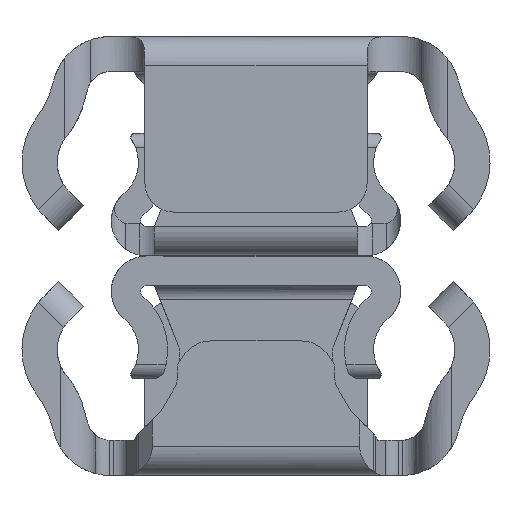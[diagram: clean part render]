
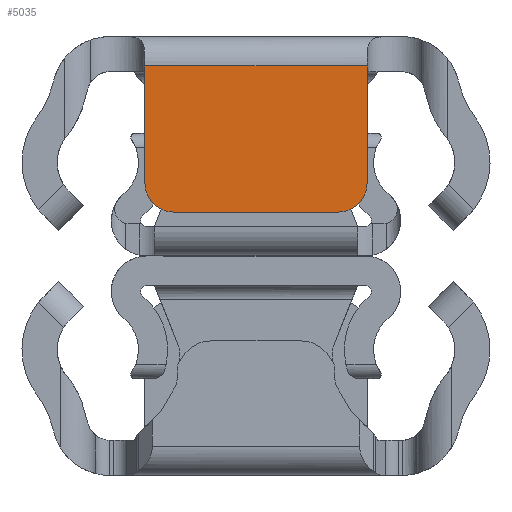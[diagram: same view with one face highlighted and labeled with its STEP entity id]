
A CAD part, left-side view. The second image highlights one B-rep face of the part: STEP entity #5035.
In plain terms, the highlighted face is planar.
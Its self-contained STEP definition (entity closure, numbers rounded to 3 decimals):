
#103 = LINE ( 'NONE', #4393, #5004 ) ;
#108 = LINE ( 'NONE', #5302, #1796 ) ;
#116 = ORIENTED_EDGE ( 'NONE', *, *, #3505, .T. ) ;
#188 = DIRECTION ( 'NONE',  ( 0., 0., 1. ) ) ;
#226 = CARTESIAN_POINT ( 'NONE',  ( 70., -3.8, 5. ) ) ;
#228 = VERTEX_POINT ( 'NONE', #798 ) ;
#256 = EDGE_CURVE ( 'NONE', #4822, #1245, #3967, .T. ) ;
#393 = EDGE_CURVE ( 'NONE', #1587, #1245, #1123, .T. ) ;
#399 = AXIS2_PLACEMENT_3D ( 'NONE', #634, #2879, #1107 ) ;
#439 = ORIENTED_EDGE ( 'NONE', *, *, #2142, .T. ) ;
#548 = DIRECTION ( 'NONE',  ( 0., 0., -1. ) ) ;
#562 = CARTESIAN_POINT ( 'NONE',  ( 70., 3.8, 1.2 ) ) ;
#597 = DIRECTION ( 'NONE',  ( 0., 0., -1. ) ) ;
#605 = DIRECTION ( 'NONE',  ( 0., 0., -1. ) ) ;
#634 = CARTESIAN_POINT ( 'NONE',  ( 70., 2.8, 5. ) ) ;
#798 = CARTESIAN_POINT ( 'NONE',  ( 70., 2.8, 6. ) ) ;
#1035 = DIRECTION ( 'NONE',  ( 0., 0., -1. ) ) ;
#1107 = DIRECTION ( 'NONE',  ( 0., 0., -1. ) ) ;
#1123 = LINE ( 'NONE', #2443, #2706 ) ;
#1245 = VERTEX_POINT ( 'NONE', #2797 ) ;
#1358 = VECTOR ( 'NONE', #597, 1000. ) ;
#1385 = DIRECTION ( 'NONE',  ( 0., -1., 0. ) ) ;
#1587 = VERTEX_POINT ( 'NONE', #4530 ) ;
#1702 = AXIS2_PLACEMENT_3D ( 'NONE', #2251, #3050, #548 ) ;
#1796 = VECTOR ( 'NONE', #188, 1000. ) ;
#1894 = VERTEX_POINT ( 'NONE', #226 ) ;
#1955 = DIRECTION ( 'NONE',  ( 1., 0., 0. ) ) ;
#2142 = EDGE_CURVE ( 'NONE', #4241, #1894, #4043, .T. ) ;
#2158 = EDGE_CURVE ( 'NONE', #1587, #4968, #108, .T. ) ;
#2196 = ORIENTED_EDGE ( 'NONE', *, *, #3546, .T. ) ;
#2251 = CARTESIAN_POINT ( 'NONE',  ( 70., -2.8, 5. ) ) ;
#2253 = VECTOR ( 'NONE', #4044, 1000. ) ;
#2355 = VECTOR ( 'NONE', #605, 1000. ) ;
#2443 = CARTESIAN_POINT ( 'NONE',  ( 70., 3.8, 1. ) ) ;
#2570 = AXIS2_PLACEMENT_3D ( 'NONE', #3285, #1955, #1035 ) ;
#2706 = VECTOR ( 'NONE', #4166, 1000. ) ;
#2738 = CARTESIAN_POINT ( 'NONE',  ( 70., -3.8, 1.2 ) ) ;
#2780 = EDGE_CURVE ( 'NONE', #4822, #3447, #4134, .T. ) ;
#2797 = CARTESIAN_POINT ( 'NONE',  ( 70., 3.8, 1. ) ) ;
#2879 = DIRECTION ( 'NONE',  ( 1., 0., 0. ) ) ;
#3050 = DIRECTION ( 'NONE',  ( 1., 0., 0. ) ) ;
#3190 = ORIENTED_EDGE ( 'NONE', *, *, #2158, .F. ) ;
#3242 = ORIENTED_EDGE ( 'NONE', *, *, #4547, .T. ) ;
#3285 = CARTESIAN_POINT ( 'NONE',  ( 70., -4.983, 2. ) ) ;
#3447 = VERTEX_POINT ( 'NONE', #5281 ) ;
#3505 = EDGE_CURVE ( 'NONE', #1894, #4968, #3556, .T. ) ;
#3546 = EDGE_CURVE ( 'NONE', #3447, #228, #5246, .T. ) ;
#3556 = LINE ( 'NONE', #2738, #2355 ) ;
#3597 = CARTESIAN_POINT ( 'NONE',  ( 70., 3.8, 1.2 ) ) ;
#3926 = CARTESIAN_POINT ( 'NONE',  ( 70., -3.8, 1.2 ) ) ;
#3967 = LINE ( 'NONE', #5247, #1358 ) ;
#3981 = EDGE_LOOP ( 'NONE', ( #3190, #4985, #4452, #4028, #2196, #3242, #439, #116 ) ) ;
#4028 = ORIENTED_EDGE ( 'NONE', *, *, #2780, .T. ) ;
#4043 = CIRCLE ( 'NONE', #1702, 1. ) ;
#4044 = DIRECTION ( 'NONE',  ( 0., 0., 1. ) ) ;
#4134 = LINE ( 'NONE', #3597, #2253 ) ;
#4166 = DIRECTION ( 'NONE',  ( 0., 1., 0. ) ) ;
#4241 = VERTEX_POINT ( 'NONE', #4904 ) ;
#4393 = CARTESIAN_POINT ( 'NONE',  ( 70., 2.8, 6. ) ) ;
#4452 = ORIENTED_EDGE ( 'NONE', *, *, #256, .F. ) ;
#4530 = CARTESIAN_POINT ( 'NONE',  ( 70., -3.8, 1. ) ) ;
#4547 = EDGE_CURVE ( 'NONE', #228, #4241, #103, .T. ) ;
#4822 = VERTEX_POINT ( 'NONE', #562 ) ;
#4904 = CARTESIAN_POINT ( 'NONE',  ( 70., -2.8, 6. ) ) ;
#4968 = VERTEX_POINT ( 'NONE', #3926 ) ;
#4974 = PLANE ( 'NONE',  #2570 ) ;
#4985 = ORIENTED_EDGE ( 'NONE', *, *, #393, .T. ) ;
#5004 = VECTOR ( 'NONE', #1385, 1000. ) ;
#5035 = ADVANCED_FACE ( 'NONE', ( #5431 ), #4974, .T. ) ;
#5246 = CIRCLE ( 'NONE', #399, 1. ) ;
#5247 = CARTESIAN_POINT ( 'NONE',  ( 70., 3.8, -1.8 ) ) ;
#5281 = CARTESIAN_POINT ( 'NONE',  ( 70., 3.8, 5. ) ) ;
#5302 = CARTESIAN_POINT ( 'NONE',  ( 70., -3.8, -1.8 ) ) ;
#5431 = FACE_OUTER_BOUND ( 'NONE', #3981, .T. ) ;
